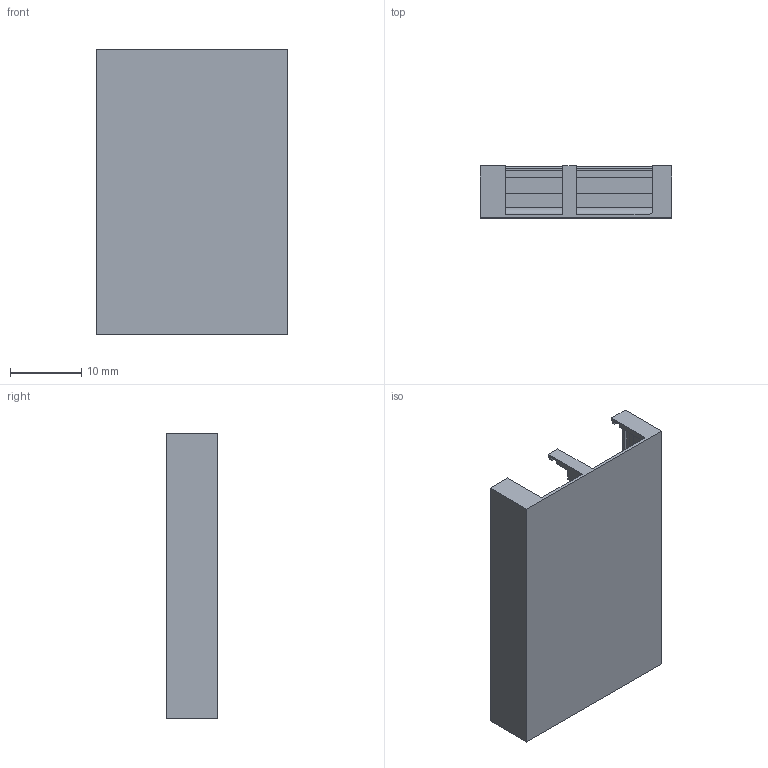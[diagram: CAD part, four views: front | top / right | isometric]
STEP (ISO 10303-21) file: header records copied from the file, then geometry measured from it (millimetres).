
FILE_DESCRIPTION(/* description */ (''),/* implementation_level */ '2;1');
FILE_NAME(/* name */ 'case.stp',/* time_stamp */ '2025-06-15T19:17:03+02:00',/* author */ ('szymo'),/* organization */ (''),/* preprocessor_version */ 'ST-DEVELOPER v19',/* originating_system */ 'Autodesk Inventor 2023',/* authorisation */ '');
FILE_SCHEMA (('AUTOMOTIVE_DESIGN { 1 0 10303 214 3 1 1 }'));
Length unit declared in the file: millimetre
Products named in the file (1): case
Bounding box: 26.92 x 7.3 x 40.14 mm (x, y, z)
Volume: 1502.5 mm3; surface area: 3761 mm2
Topology: 1 solids, 1 shells, 66 faces, 185 edges, 121 vertices
Faces by surface type: plane 59, cylinder 7
Entity records: 2128 total; most frequent: CARTESIAN_POINT 373, ORIENTED_EDGE 370, DIRECTION 331, EDGE_CURVE 185, LINE 173, VECTOR 173, VERTEX_POINT 121, AXIS2_PLACEMENT_3D 79
